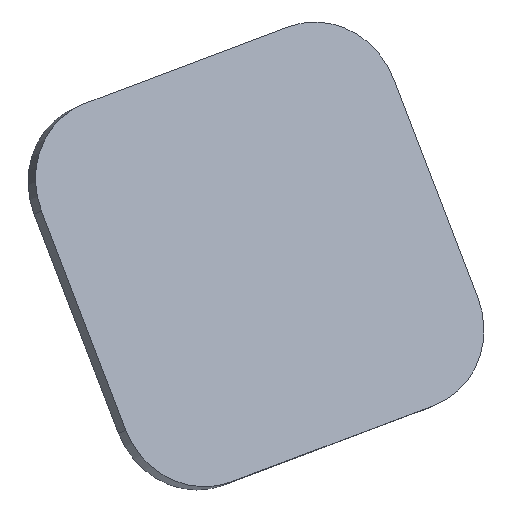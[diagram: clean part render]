
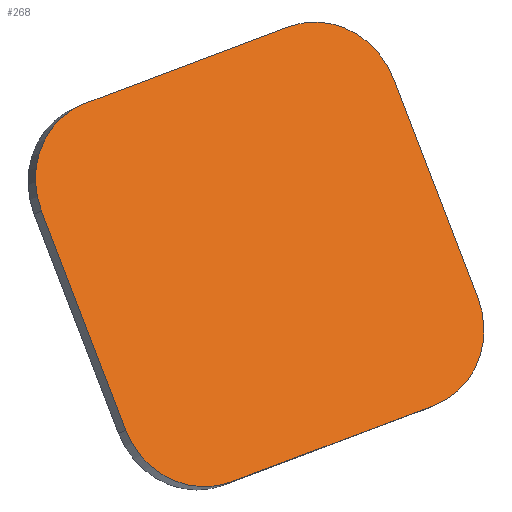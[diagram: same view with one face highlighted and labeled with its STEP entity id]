
A CAD part, top view. The second image highlights one B-rep face of the part: STEP entity #268.
In plain terms, the highlighted planar face has unit normal (0.344, 0.149, 0.927).
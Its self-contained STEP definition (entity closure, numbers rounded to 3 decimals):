
#24=PLANE('',#315);
#39=FACE_OUTER_BOUND('',#55,.T.);
#55=EDGE_LOOP('',(#240,#241,#242,#243,#244,#245,#246,#247));
#60=LINE('',#411,#84);
#68=LINE('',#439,#92);
#71=LINE('',#447,#95);
#79=LINE('',#470,#103);
#84=VECTOR('',#330,10.);
#92=VECTOR('',#356,10.);
#95=VECTOR('',#365,10.);
#103=VECTOR('',#393,10.);
#104=CIRCLE('',#290,200.);
#111=CIRCLE('',#300,200.);
#112=CIRCLE('',#303,200.);
#113=CIRCLE('',#306,200.);
#116=VERTEX_POINT('',#398);
#117=VERTEX_POINT('',#399);
#121=VERTEX_POINT('',#409);
#131=VERTEX_POINT('',#433);
#132=VERTEX_POINT('',#437);
#133=VERTEX_POINT('',#441);
#134=VERTEX_POINT('',#442);
#135=VERTEX_POINT('',#449);
#140=EDGE_CURVE('',#116,#117,#104,.T.);
#146=EDGE_CURVE('',#116,#121,#60,.T.);
#157=EDGE_CURVE('',#131,#121,#111,.T.);
#160=EDGE_CURVE('',#131,#132,#68,.T.);
#161=EDGE_CURVE('',#133,#134,#112,.T.);
#164=EDGE_CURVE('',#133,#117,#71,.T.);
#165=EDGE_CURVE('',#135,#132,#113,.T.);
#175=EDGE_CURVE('',#135,#134,#79,.T.);
#240=ORIENTED_EDGE('',*,*,#140,.F.);
#241=ORIENTED_EDGE('',*,*,#146,.T.);
#242=ORIENTED_EDGE('',*,*,#157,.F.);
#243=ORIENTED_EDGE('',*,*,#160,.T.);
#244=ORIENTED_EDGE('',*,*,#165,.F.);
#245=ORIENTED_EDGE('',*,*,#175,.T.);
#246=ORIENTED_EDGE('',*,*,#161,.F.);
#247=ORIENTED_EDGE('',*,*,#164,.T.);
#268=ADVANCED_FACE('',(#39),#24,.T.);
#290=AXIS2_PLACEMENT_3D('',#400,#320,#321);
#300=AXIS2_PLACEMENT_3D('',#434,#350,#351);
#303=AXIS2_PLACEMENT_3D('',#443,#359,#360);
#306=AXIS2_PLACEMENT_3D('',#450,#368,#369);
#315=AXIS2_PLACEMENT_3D('',#471,#394,#395);
#320=DIRECTION('center_axis',(-0.345,-0.149,-0.927));
#321=DIRECTION('ref_axis',(-0.359,-0.891,0.277));
#330=DIRECTION('',(0.867,0.327,-0.375));
#350=DIRECTION('center_axis',(-0.345,-0.149,-0.927));
#351=DIRECTION('ref_axis',(0.867,-0.429,-0.254));
#356=DIRECTION('',(-0.359,0.933,-0.016));
#359=DIRECTION('center_axis',(-0.345,-0.149,-0.927));
#360=DIRECTION('ref_axis',(-0.867,0.429,0.254));
#365=DIRECTION('',(0.359,-0.933,0.016));
#368=DIRECTION('center_axis',(-0.345,-0.149,-0.927));
#369=DIRECTION('ref_axis',(0.359,0.891,-0.277));
#393=DIRECTION('',(-0.867,-0.327,0.375));
#394=DIRECTION('center_axis',(0.345,0.149,0.927));
#395=DIRECTION('ref_axis',(0.937,0.,-0.348));
#398=CARTESIAN_POINT('',(-19591.572,-8992.464,-43381.091));
#399=CARTESIAN_POINT('',(-19836.864,-8871.261,-43309.382));
#400=CARTESIAN_POINT('Origin',(-19663.382,-8805.828,-43384.366));
#409=CARTESIAN_POINT('',(-19114.497,-8812.523,-43587.297));
#411=CARTESIAN_POINT('',(-18941.016,-8747.091,-43662.282));
#433=CARTESIAN_POINT('',(-19012.825,-8560.456,-43665.557));
#434=CARTESIAN_POINT('Origin',(-19186.307,-8625.888,-43590.572));
#437=CARTESIAN_POINT('',(-19210.301,-8047.209,-43674.563));
#439=CARTESIAN_POINT('',(-19282.111,-7860.574,-43677.838));
#441=CARTESIAN_POINT('',(-20034.34,-8358.015,-43318.388));
#442=CARTESIAN_POINT('',(-19932.667,-8105.947,-43396.648));
#443=CARTESIAN_POINT('Origin',(-19860.858,-8292.582,-43393.372));
#447=CARTESIAN_POINT('',(-19765.054,-9057.896,-43306.106));
#449=CARTESIAN_POINT('',(-19455.593,-7926.007,-43602.854));
#450=CARTESIAN_POINT('Origin',(-19383.783,-8112.642,-43599.579));
#470=CARTESIAN_POINT('',(-20106.149,-8171.38,-43321.663));
#471=CARTESIAN_POINT('Origin',(-19523.582,-8459.235,-43491.972));
